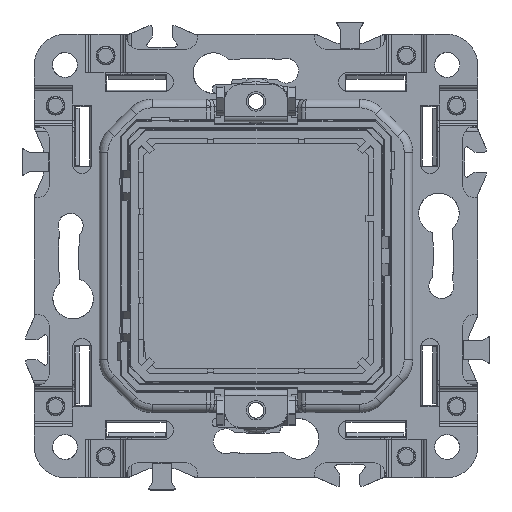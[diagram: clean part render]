
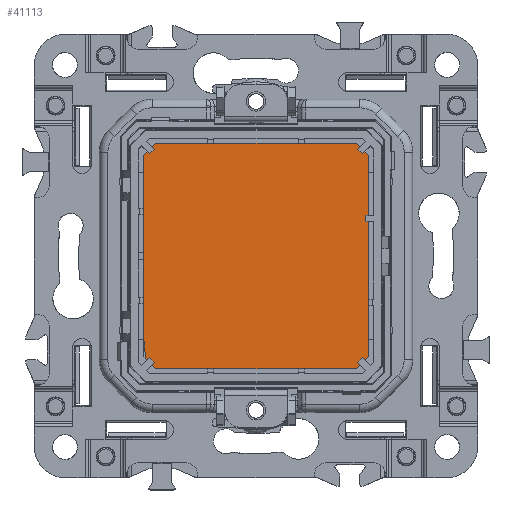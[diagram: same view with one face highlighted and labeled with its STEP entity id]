
A CAD part, top view. The second image highlights one B-rep face of the part: STEP entity #41113.
In plain terms, the highlighted planar face has unit normal (0, 0, 1).
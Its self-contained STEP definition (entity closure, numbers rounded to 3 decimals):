
#3881 = CARTESIAN_POINT ( 'NONE',  ( -18.118, -1005.582, 14.737 ) ) ;
#6367 = CARTESIAN_POINT ( 'NONE',  ( 17.4, -973.171, 14.737 ) ) ;
#6920 = CARTESIAN_POINT ( 'NONE',  ( 17.4, -973.171, 14.737 ) ) ;
#7468 = CARTESIAN_POINT ( 'NONE',  ( 17.4, -994.59, 14.737 ) ) ;
#8425 = VERTEX_POINT ( 'NONE', #44657 ) ;
#14363 = EDGE_CURVE ( 'NONE', #8425, #95337, #57773, .T. ) ;
#17696 = EDGE_LOOP ( 'NONE', ( #101286, #26774, #31951, #38152, #83190, #72980, #27831, #59929, #36621 ) ) ;
#21886 = VERTEX_POINT ( 'NONE', #65953 ) ;
#23717 = CARTESIAN_POINT ( 'NONE',  ( 16.755, -972.526, 14.737 ) ) ;
#25231 = CARTESIAN_POINT ( 'NONE',  ( -16.464, -971.235, 14.737 ) ) ;
#26085 = CARTESIAN_POINT ( 'NONE',  ( -18.4, -1002.635, 14.737 ) ) ;
#26669 = VERTEX_POINT ( 'NONE', #98104 ) ;
#26774 = ORIENTED_EDGE ( 'NONE', *, *, #102233, .F. ) ;
#27251 = CARTESIAN_POINT ( 'NONE',  ( -5.821, -971.235, 14.737 ) ) ;
#27791 = VERTEX_POINT ( 'NONE', #84480 ) ;
#27831 = ORIENTED_EDGE ( 'NONE', *, *, #72022, .F. ) ;
#28515 = CARTESIAN_POINT ( 'NONE',  ( -18.212, -1004.6, 14.737 ) ) ;
#30496 = CARTESIAN_POINT ( 'NONE',  ( -18.118, -1005.582, 14.737 ) ) ;
#31154 = VERTEX_POINT ( 'NONE', #88237 ) ;
#31380 = B_SPLINE_CURVE_WITH_KNOTS ( 'NONE', 3,
 ( #39984, #81884, #65630, #30496 ),
 .UNSPECIFIED., .F., .F.,
 ( 4, 4 ),
 ( 0., 1. ),
 .UNSPECIFIED. ) ;
#31951 = ORIENTED_EDGE ( 'NONE', *, *, #60010, .F. ) ;
#32964 = CARTESIAN_POINT ( 'NONE',  ( 15.464, -971.235, 14.737 ) ) ;
#33637 = CARTESIAN_POINT ( 'NONE',  ( -17.11, -971.88, 14.737 ) ) ;
#36621 = ORIENTED_EDGE ( 'NONE', *, *, #14363, .F. ) ;
#36758 = CARTESIAN_POINT ( 'NONE',  ( 15.464, -971.235, 14.737 ) ) ;
#38035 = CARTESIAN_POINT ( 'NONE',  ( -18.306, -1003.617, 14.737 ) ) ;
#38079 = B_SPLINE_CURVE_WITH_KNOTS ( 'NONE', 3,
 ( #46216, #27251, #52947, #36758 ),
 .UNSPECIFIED., .F., .F.,
 ( 4, 4 ),
 ( 0., 1. ),
 .UNSPECIFIED. ) ;
#38152 = ORIENTED_EDGE ( 'NONE', *, *, #103566, .F. ) ;
#39984 = CARTESIAN_POINT ( 'NONE',  ( -16.464, -1007.235, 14.737 ) ) ;
#40105 = CARTESIAN_POINT ( 'NONE',  ( -16.464, -1007.235, 14.737 ) ) ;
#40461 = CARTESIAN_POINT ( 'NONE',  ( 4.821, -1007.235, 14.737 ) ) ;
#40506 = CARTESIAN_POINT ( 'NONE',  ( 17.4, -1005.3, 14.737 ) ) ;
#41113 = ADVANCED_FACE ( 'NONE', ( #41427 ), #74369, .F. ) ;
#41427 = FACE_OUTER_BOUND ( 'NONE', #17696, .T. ) ;
#44462 = CARTESIAN_POINT ( 'NONE',  ( 17.4, -973.171, 14.737 ) ) ;
#44657 = CARTESIAN_POINT ( 'NONE',  ( -18.4, -1002.635, 14.737 ) ) ;
#46216 = CARTESIAN_POINT ( 'NONE',  ( -16.464, -971.235, 14.737 ) ) ;
#49841 = CARTESIAN_POINT ( 'NONE',  ( -17.755, -972.526, 14.737 ) ) ;
#49978 = CARTESIAN_POINT ( 'NONE',  ( 17.4, -983.88, 14.737 ) ) ;
#52947 = CARTESIAN_POINT ( 'NONE',  ( 4.821, -971.235, 14.737 ) ) ;
#55093 = B_SPLINE_CURVE_WITH_KNOTS ( 'NONE', 3,
 ( #93958, #49841, #33637, #25231 ),
 .UNSPECIFIED., .F., .F.,
 ( 4, 4 ),
 ( 0., 1. ),
 .UNSPECIFIED. ) ;
#57773 = B_SPLINE_CURVE_WITH_KNOTS ( 'NONE', 3,
 ( #26085, #68545, #103779, #70181 ),
 .UNSPECIFIED., .F., .F.,
 ( 4, 4 ),
 ( 0., 1. ),
 .UNSPECIFIED. ) ;
#57806 = CARTESIAN_POINT ( 'NONE',  ( 16.11, -971.88, 14.737 ) ) ;
#59204 = CARTESIAN_POINT ( 'NONE',  ( 16.755, -1005.945, 14.737 ) ) ;
#59929 = ORIENTED_EDGE ( 'NONE', *, *, #88409, .F. ) ;
#60010 = EDGE_CURVE ( 'NONE', #21886, #79238, #75773, .T. ) ;
#65630 = CARTESIAN_POINT ( 'NONE',  ( -17.567, -1006.133, 14.737 ) ) ;
#65953 = CARTESIAN_POINT ( 'NONE',  ( 15.464, -1007.235, 14.737 ) ) ;
#68545 = CARTESIAN_POINT ( 'NONE',  ( -18.4, -992.814, 14.737 ) ) ;
#70181 = CARTESIAN_POINT ( 'NONE',  ( -18.4, -973.171, 14.737 ) ) ;
#72022 = EDGE_CURVE ( 'NONE', #31154, #85555, #38079, .T. ) ;
#72056 = CARTESIAN_POINT ( 'NONE',  ( -18.4, -1002.635, 14.737 ) ) ;
#72980 = ORIENTED_EDGE ( 'NONE', *, *, #105936, .F. ) ;
#74369 = PLANE ( 'NONE',  #75096 ) ;
#74504 = CARTESIAN_POINT ( 'NONE',  ( -16.464, -1007.235, 14.737 ) ) ;
#74852 = CARTESIAN_POINT ( 'NONE',  ( 16.11, -1006.59, 14.737 ) ) ;
#75096 = AXIS2_PLACEMENT_3D ( 'NONE', #108546, #100132, #91739 ) ;
#75773 = B_SPLINE_CURVE_WITH_KNOTS ( 'NONE', 3,
 ( #107579, #40461, #99715, #74504 ),
 .UNSPECIFIED., .F., .F.,
 ( 4, 4 ),
 ( 0., 1. ),
 .UNSPECIFIED. ) ;
#79238 = VERTEX_POINT ( 'NONE', #40105 ) ;
#81189 = CARTESIAN_POINT ( 'NONE',  ( 17.4, -1005.3, 14.737 ) ) ;
#81884 = CARTESIAN_POINT ( 'NONE',  ( -17.016, -1006.684, 14.737 ) ) ;
#83190 = ORIENTED_EDGE ( 'NONE', *, *, #106022, .F. ) ;
#83803 = CARTESIAN_POINT ( 'NONE',  ( 15.464, -1007.235, 14.737 ) ) ;
#84480 = CARTESIAN_POINT ( 'NONE',  ( 17.4, -1005.3, 14.737 ) ) ;
#85555 = VERTEX_POINT ( 'NONE', #32964 ) ;
#85827 = B_SPLINE_CURVE_WITH_KNOTS ( 'NONE', 3,
 ( #108730, #57806, #23717, #6920 ),
 .UNSPECIFIED., .F., .F.,
 ( 4, 4 ),
 ( 0., 1. ),
 .UNSPECIFIED. ) ;
#88237 = CARTESIAN_POINT ( 'NONE',  ( -16.464, -971.235, 14.737 ) ) ;
#88409 = EDGE_CURVE ( 'NONE', #95337, #31154, #55093, .T. ) ;
#91739 = DIRECTION ( 'NONE',  ( 0., -1., 0. ) ) ;
#92352 = B_SPLINE_CURVE_WITH_KNOTS ( 'NONE', 3,
 ( #6367, #49978, #7468, #40506 ),
 .UNSPECIFIED., .F., .F.,
 ( 4, 4 ),
 ( 0., 1. ),
 .UNSPECIFIED. ) ;
#92702 = B_SPLINE_CURVE_WITH_KNOTS ( 'NONE', 3,
 ( #3881, #28515, #38035, #72056 ),
 .UNSPECIFIED., .F., .F.,
 ( 4, 4 ),
 ( 0., 1. ),
 .UNSPECIFIED. ) ;
#93958 = CARTESIAN_POINT ( 'NONE',  ( -18.4, -973.171, 14.737 ) ) ;
#95337 = VERTEX_POINT ( 'NONE', #100476 ) ;
#96160 = VERTEX_POINT ( 'NONE', #44462 ) ;
#98104 = CARTESIAN_POINT ( 'NONE',  ( -18.118, -1005.582, 14.737 ) ) ;
#98143 = EDGE_CURVE ( 'NONE', #26669, #8425, #92702, .T. ) ;
#99715 = CARTESIAN_POINT ( 'NONE',  ( -5.821, -1007.235, 14.737 ) ) ;
#100132 = DIRECTION ( 'NONE',  ( 0., 0., -1. ) ) ;
#100476 = CARTESIAN_POINT ( 'NONE',  ( -18.4, -973.171, 14.737 ) ) ;
#101286 = ORIENTED_EDGE ( 'NONE', *, *, #98143, .F. ) ;
#102233 = EDGE_CURVE ( 'NONE', #79238, #26669, #31380, .T. ) ;
#103566 = EDGE_CURVE ( 'NONE', #27791, #21886, #109815, .T. ) ;
#103779 = CARTESIAN_POINT ( 'NONE',  ( -18.4, -982.992, 14.737 ) ) ;
#105936 = EDGE_CURVE ( 'NONE', #85555, #96160, #85827, .T. ) ;
#106022 = EDGE_CURVE ( 'NONE', #96160, #27791, #92352, .T. ) ;
#107579 = CARTESIAN_POINT ( 'NONE',  ( 15.464, -1007.235, 14.737 ) ) ;
#108546 = CARTESIAN_POINT ( 'NONE',  ( 0., 0., 14.737 ) ) ;
#108730 = CARTESIAN_POINT ( 'NONE',  ( 15.464, -971.235, 14.737 ) ) ;
#109815 = B_SPLINE_CURVE_WITH_KNOTS ( 'NONE', 3,
 ( #81189, #59204, #74852, #83803 ),
 .UNSPECIFIED., .F., .F.,
 ( 4, 4 ),
 ( 0., 1. ),
 .UNSPECIFIED. ) ;
